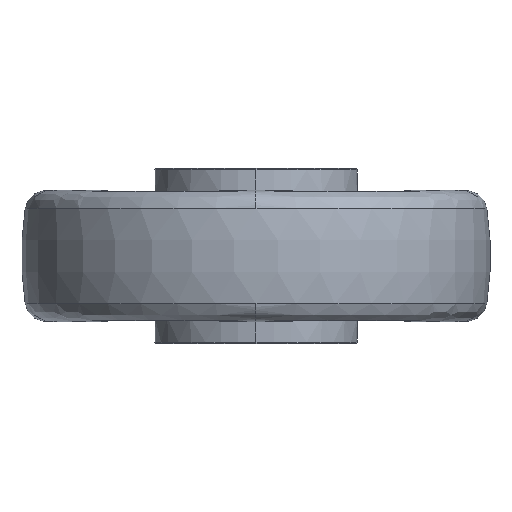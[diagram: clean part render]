
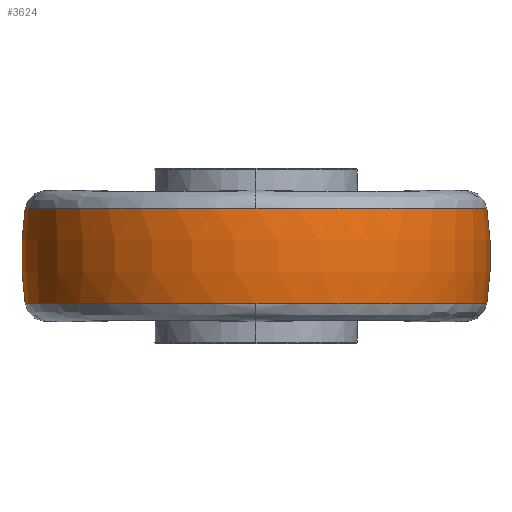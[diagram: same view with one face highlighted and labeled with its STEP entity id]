
A CAD part, left-side view. The second image highlights one B-rep face of the part: STEP entity #3624.
In plain terms, the highlighted toroidal (fillet/blend) face has major radius 30 mm and minor radius 110 mm.
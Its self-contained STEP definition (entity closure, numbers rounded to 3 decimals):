
#21 = VERTEX_POINT ( 'NONE', #3588 ) ;
#75 = EDGE_CURVE ( 'NONE', #6640, #5950, #2334, .T. ) ;
#219 = CARTESIAN_POINT ( 'NONE',  ( 0., 0., -16.289 ) ) ;
#223 = DIRECTION ( 'NONE',  ( 1., 0., 0. ) ) ;
#234 = ORIENTED_EDGE ( 'NONE', *, *, #3528, .T. ) ;
#268 = TOROIDAL_SURFACE ( 'NONE', #4530, -30., 110. ) ;
#620 = CIRCLE ( 'NONE', #3313, 78.787 ) ;
#713 = DIRECTION ( 'NONE',  ( 0., 0., 1. ) ) ;
#799 = ORIENTED_EDGE ( 'NONE', *, *, #6835, .T. ) ;
#922 = CIRCLE ( 'NONE', #5167, 78.787 ) ;
#925 = DIRECTION ( 'NONE',  ( 0., 1., 0. ) ) ;
#980 = AXIS2_PLACEMENT_3D ( 'NONE', #5447, #713, #223 ) ;
#1112 = DIRECTION ( 'NONE',  ( 0., 1., 0. ) ) ;
#1118 = AXIS2_PLACEMENT_3D ( 'NONE', #6055, #3733, #1875 ) ;
#1641 = FACE_OUTER_BOUND ( 'NONE', #5283, .T. ) ;
#1665 = CIRCLE ( 'NONE', #6181, 78.787 ) ;
#1875 = DIRECTION ( 'NONE',  ( 0., 0., 1. ) ) ;
#2035 = DIRECTION ( 'NONE',  ( 0., 0., -1. ) ) ;
#2165 = DIRECTION ( 'NONE',  ( 1., 0., 0. ) ) ;
#2172 = DIRECTION ( 'NONE',  ( 1., 0., 0. ) ) ;
#2183 = EDGE_CURVE ( 'NONE', #3621, #3659, #1665, .T. ) ;
#2215 = CARTESIAN_POINT ( 'NONE',  ( 0., 78.787, -16.289 ) ) ;
#2315 = ORIENTED_EDGE ( 'NONE', *, *, #75, .T. ) ;
#2334 = CIRCLE ( 'NONE', #980, 78.787 ) ;
#2355 = EDGE_CURVE ( 'NONE', #6640, #21, #6544, .T. ) ;
#2387 = CARTESIAN_POINT ( 'NONE',  ( 0., -78.787, -16.289 ) ) ;
#2417 = DIRECTION ( 'NONE',  ( 0., 0., 1. ) ) ;
#2448 = CARTESIAN_POINT ( 'NONE',  ( -78.787, 0., -16.289 ) ) ;
#2715 = CARTESIAN_POINT ( 'NONE',  ( 0., -78.787, 16.289 ) ) ;
#3085 = CIRCLE ( 'NONE', #1118, 110. ) ;
#3268 = AXIS2_PLACEMENT_3D ( 'NONE', #7398, #2172, #1112 ) ;
#3299 = EDGE_CURVE ( 'NONE', #5950, #6404, #620, .T. ) ;
#3313 = AXIS2_PLACEMENT_3D ( 'NONE', #219, #6936, #2165 ) ;
#3528 = EDGE_CURVE ( 'NONE', #6404, #3621, #3085, .T. ) ;
#3588 = CARTESIAN_POINT ( 'NONE',  ( 0., 78.787, 16.289 ) ) ;
#3606 = CARTESIAN_POINT ( 'NONE',  ( -78.787, 0., 16.289 ) ) ;
#3621 = VERTEX_POINT ( 'NONE', #2715 ) ;
#3624 = ADVANCED_FACE ( 'NONE', ( #1641 ), #268, .T. ) ;
#3659 = VERTEX_POINT ( 'NONE', #3606 ) ;
#3733 = DIRECTION ( 'NONE',  ( -1., 0., 0. ) ) ;
#3975 = ORIENTED_EDGE ( 'NONE', *, *, #2355, .F. ) ;
#4169 = DIRECTION ( 'NONE',  ( 0., -1., 0. ) ) ;
#4317 = ORIENTED_EDGE ( 'NONE', *, *, #3299, .T. ) ;
#4530 = AXIS2_PLACEMENT_3D ( 'NONE', #7523, #2417, #4169 ) ;
#5007 = ORIENTED_EDGE ( 'NONE', *, *, #2183, .T. ) ;
#5167 = AXIS2_PLACEMENT_3D ( 'NONE', #5576, #6002, #925 ) ;
#5283 = EDGE_LOOP ( 'NONE', ( #3975, #2315, #4317, #234, #5007, #799 ) ) ;
#5447 = CARTESIAN_POINT ( 'NONE',  ( 0., 0., -16.289 ) ) ;
#5576 = CARTESIAN_POINT ( 'NONE',  ( 0., 0., 16.289 ) ) ;
#5950 = VERTEX_POINT ( 'NONE', #2448 ) ;
#6002 = DIRECTION ( 'NONE',  ( 0., 0., -1. ) ) ;
#6040 = DIRECTION ( 'NONE',  ( 0., 1., 0. ) ) ;
#6055 = CARTESIAN_POINT ( 'NONE',  ( 0., 30., 0. ) ) ;
#6181 = AXIS2_PLACEMENT_3D ( 'NONE', #7253, #2035, #6040 ) ;
#6404 = VERTEX_POINT ( 'NONE', #2387 ) ;
#6544 = CIRCLE ( 'NONE', #3268, 110. ) ;
#6640 = VERTEX_POINT ( 'NONE', #2215 ) ;
#6835 = EDGE_CURVE ( 'NONE', #3659, #21, #922, .T. ) ;
#6936 = DIRECTION ( 'NONE',  ( 0., 0., 1. ) ) ;
#7253 = CARTESIAN_POINT ( 'NONE',  ( 0., 0., 16.289 ) ) ;
#7398 = CARTESIAN_POINT ( 'NONE',  ( 0., -30., 0. ) ) ;
#7523 = CARTESIAN_POINT ( 'NONE',  ( 0., 0., 0. ) ) ;
